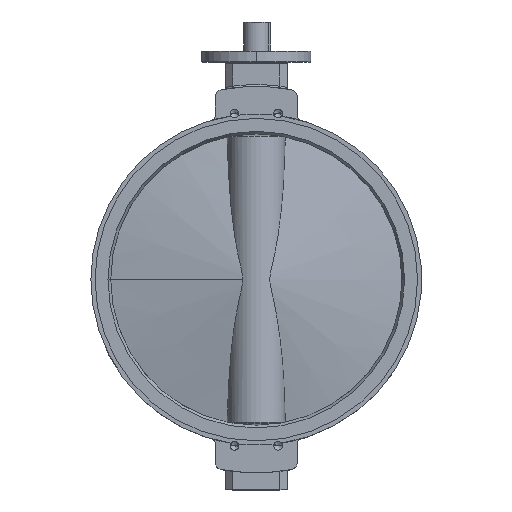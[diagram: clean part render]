
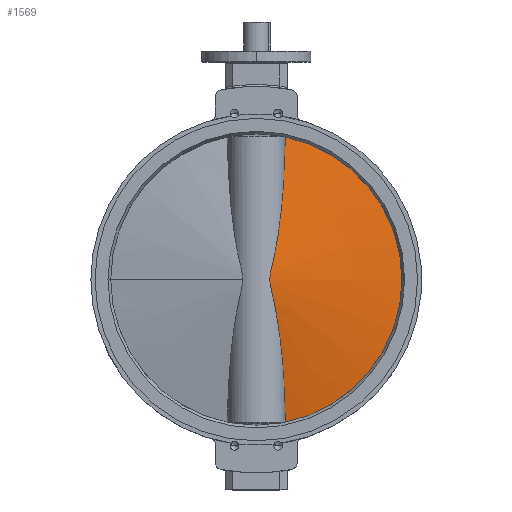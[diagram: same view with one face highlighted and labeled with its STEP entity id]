
A CAD part, top view. The second image highlights one B-rep face of the part: STEP entity #1569.
In plain terms, the highlighted conical face has half-angle 79.895 degrees and reference radius 401.205 mm.
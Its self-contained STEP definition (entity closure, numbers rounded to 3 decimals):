
#230 = CARTESIAN_POINT ( 'NONE',  ( -6.29, -391.538, 79.752 ) ) ;
#231 = CARTESIAN_POINT ( 'NONE',  ( -9.169, -375.098, 79.525 ) ) ;
#235 = CARTESIAN_POINT ( 'NONE',  ( -12.046, -358.663, 79.142 ) ) ;
#236 = CARTESIAN_POINT ( 'NONE',  ( -17.798, -325.8, 78.05 ) ) ;
#237 = CARTESIAN_POINT ( 'NONE',  ( -20.672, -309.374, 77.341 ) ) ;
#238 = CARTESIAN_POINT ( 'NONE',  ( -24.979, -284.741, 76.015 ) ) ;
#239 = CARTESIAN_POINT ( 'NONE',  ( -26.415, -276.53, 75.529 ) ) ;
#240 = CARTESIAN_POINT ( 'NONE',  ( -29.283, -260.118, 74.464 ) ) ;
#241 = CARTESIAN_POINT ( 'NONE',  ( -30.715, -251.918, 73.885 ) ) ;
#242 = CARTESIAN_POINT ( 'NONE',  ( -35.007, -227.336, 72.002 ) ) ;
#243 = CARTESIAN_POINT ( 'NONE',  ( -37.861, -210.974, 70.551 ) ) ;
#244 = CARTESIAN_POINT ( 'NONE',  ( -43.549, -178.307, 67.189 ) ) ;
#245 = CARTESIAN_POINT ( 'NONE',  ( -46.383, -162.003, 65.279 ) ) ;
#246 = CARTESIAN_POINT ( 'NONE',  ( -52.016, -129.466, 60.886 ) ) ;
#247 = CARTESIAN_POINT ( 'NONE',  ( -54.816, -113.234, 58.404 ) ) ;
#248 = CARTESIAN_POINT ( 'NONE',  ( -58.951, -88.949, 54.117 ) ) ;
#249 = CARTESIAN_POINT ( 'NONE',  ( -60.319, -80.865, 52.594 ) ) ;
#250 = CARTESIAN_POINT ( 'NONE',  ( -62.336, -68.755, 50.153 ) ) ;
#251 = CARTESIAN_POINT ( 'NONE',  ( -63.003, -64.72, 49.313 ) ) ;
#252 = CARTESIAN_POINT ( 'NONE',  ( -64.319, -56.655, 47.585 ) ) ;
#253 = CARTESIAN_POINT ( 'NONE',  ( -64.967, -52.624, 46.695 ) ) ;
#254 = CARTESIAN_POINT ( 'NONE',  ( -66.235, -44.563, 44.879 ) ) ;
#255 = CARTESIAN_POINT ( 'NONE',  ( -66.854, -40.532, 43.951 ) ) ;
#256 = CARTESIAN_POINT ( 'NONE',  ( -67.741, -34.48, 42.561 ) ) ;
#257 = CARTESIAN_POINT ( 'NONE',  ( -68.029, -32.461, 42.099 ) ) ;
#258 = CARTESIAN_POINT ( 'NONE',  ( -68.585, -28.421, 41.187 ) ) ;
#259 = CARTESIAN_POINT ( 'NONE',  ( -68.853, -26.399, 40.737 ) ) ;
#260 = CARTESIAN_POINT ( 'NONE',  ( -69.359, -22.347, 39.869 ) ) ;
#261 = CARTESIAN_POINT ( 'NONE',  ( -69.597, -20.317, 39.451 ) ) ;
#262 = CARTESIAN_POINT ( 'NONE',  ( -70.03, -16.242, 38.678 ) ) ;
#263 = CARTESIAN_POINT ( 'NONE',  ( -70.224, -14.198, 38.323 ) ) ;
#264 = CARTESIAN_POINT ( 'NONE',  ( -70.549, -10.085, 37.721 ) ) ;
#265 = CARTESIAN_POINT ( 'NONE',  ( -70.68, -8.017, 37.475 ) ) ;
#266 = CARTESIAN_POINT ( 'NONE',  ( -70.855, -3.846, 37.143 ) ) ;
#267 = CARTESIAN_POINT ( 'NONE',  ( -70.899, -1.744, 37.058 ) ) ;
#268 = CARTESIAN_POINT ( 'NONE',  ( -70.892, 0.91, 37.072 ) ) ;
#269 = CARTESIAN_POINT ( 'NONE',  ( -70.887, 1.443, 37.081 ) ) ;
#270 = CARTESIAN_POINT ( 'NONE',  ( -70.872, 2.505, 37.11 ) ) ;
#271 = CARTESIAN_POINT ( 'NONE',  ( -70.862, 3.034, 37.13 ) ) ;
#272 = CARTESIAN_POINT ( 'NONE',  ( -70.821, 4.618, 37.208 ) ) ;
#273 = CARTESIAN_POINT ( 'NONE',  ( -70.782, 5.669, 37.282 ) ) ;
#274 = CARTESIAN_POINT ( 'NONE',  ( -70.634, 8.805, 37.562 ) ) ;
#275 = CARTESIAN_POINT ( 'NONE',  ( -70.494, 10.875, 37.826 ) ) ;
#276 = CARTESIAN_POINT ( 'NONE',  ( -70.152, 14.988, 38.456 ) ) ;
#277 = CARTESIAN_POINT ( 'NONE',  ( -69.951, 17.03, 38.821 ) ) ;
#278 = CARTESIAN_POINT ( 'NONE',  ( -69.508, 21.099, 39.609 ) ) ;
#279 = CARTESIAN_POINT ( 'NONE',  ( -69.265, 23.125, 40.032 ) ) ;
#280 = CARTESIAN_POINT ( 'NONE',  ( -68.753, 27.168, 40.906 ) ) ;
#281 = CARTESIAN_POINT ( 'NONE',  ( -68.482, 29.185, 41.358 ) ) ;
#282 = CARTESIAN_POINT ( 'NONE',  ( -67.923, 33.213, 42.271 ) ) ;
#283 = CARTESIAN_POINT ( 'NONE',  ( -67.633, 35.225, 42.733 ) ) ;
#284 = CARTESIAN_POINT ( 'NONE',  ( -66.744, 41.258, 44.118 ) ) ;
#285 = CARTESIAN_POINT ( 'NONE',  ( -66.125, 45.276, 45.042 ) ) ;
#286 = CARTESIAN_POINT ( 'NONE',  ( -64.857, 53.315, 46.848 ) ) ;
#287 = CARTESIAN_POINT ( 'NONE',  ( -64.209, 57.335, 47.733 ) ) ;
#288 = CARTESIAN_POINT ( 'NONE',  ( -62.894, 65.383, 49.452 ) ) ;
#289 = CARTESIAN_POINT ( 'NONE',  ( -62.228, 69.41, 50.287 ) ) ;
#290 = CARTESIAN_POINT ( 'NONE',  ( -60.212, 81.502, 52.716 ) ) ;
#291 = CARTESIAN_POINT ( 'NONE',  ( -58.845, 89.579, 54.233 ) ) ;
#292 = CARTESIAN_POINT ( 'NONE',  ( -56.087, 105.763, 57.08 ) ) ;
#293 = CARTESIAN_POINT ( 'NONE',  ( -54.697, 113.871, 58.41 ) ) ;
#294 = CARTESIAN_POINT ( 'NONE',  ( -51.901, 130.113, 60.908 ) ) ;
#295 = CARTESIAN_POINT ( 'NONE',  ( -50.495, 138.251, 62.076 ) ) ;
#296 = CARTESIAN_POINT ( 'NONE',  ( -46.267, 162.675, 65.362 ) ) ;
#297 = CARTESIAN_POINT ( 'NONE',  ( -43.433, 178.973, 67.264 ) ) ;
#298 = CARTESIAN_POINT ( 'NONE',  ( -37.753, 211.594, 70.609 ) ) ;
#299 = CARTESIAN_POINT ( 'NONE',  ( -34.905, 227.918, 72.051 ) ) ;
#300 = CARTESIAN_POINT ( 'NONE',  ( -29.201, 260.587, 74.545 ) ) ;
#301 = CARTESIAN_POINT ( 'NONE',  ( -26.345, 276.933, 75.597 ) ) ;
#302 = CARTESIAN_POINT ( 'NONE',  ( -20.625, 309.644, 77.354 ) ) ;
#303 = CARTESIAN_POINT ( 'NONE',  ( -17.761, 326.01, 78.058 ) ) ;
#304 = CARTESIAN_POINT ( 'NONE',  ( -12.029, 358.76, 79.144 ) ) ;
#305 = CARTESIAN_POINT ( 'NONE',  ( -9.161, 375.144, 79.526 ) ) ;
#306 = CARTESIAN_POINT ( 'NONE',  ( -6.29, 391.538, 79.752 ) ) ;
#309 = CARTESIAN_POINT ( 'NONE',  ( -6.29, 0., 0. ) ) ;
#310 = DIRECTION ( 'NONE',  ( -1., 0., 0. ) ) ;
#311 = DIRECTION ( 'NONE',  ( 0., 0., 1. ) ) ;
#1146 = VERTEX_POINT ( 'NONE', #4525 ) ;
#1147 = VERTEX_POINT ( 'NONE', #4526 ) ;
#1161 = VERTEX_POINT ( 'NONE', #4540 ) ;
#1569 = ADVANCED_FACE ( 'NONE', ( #3507 ), #3511, .T. ) ;
#1774 = EDGE_CURVE ( 'NONE', #1146, #1147, #6056, .T. ) ;
#1802 = EDGE_CURVE ( 'NONE', #1146, #1161, #2435, .T. ) ;
#1803 = EDGE_CURVE ( 'NONE', #1147, #1161, #6090, .T. ) ;
#2297 = EDGE_LOOP ( 'NONE', ( #3027, #3028, #3029 ) ) ;
#2435 = B_SPLINE_CURVE_WITH_KNOTS ( 'NONE', 3,
 ( #230, #231, #235, #236, #237, #238, #239, #240, #241, #242, #243, #244, #245, #246, #247, #248, #249, #250, #251, #252, #253, #254, #255, #256, #257, #258, #259, #260, #261, #262, #263, #264, #265, #266, #267, #268, #269, #270, #271, #272, #273, #274, #275, #276, #277, #278, #279, #280, #281, #282, #283, #284, #285, #286, #287, #288, #289, #290, #291, #292, #293, #294, #295, #296, #297, #298, #299, #300, #301, #302, #303, #304, #305, #306 ),
 .UNSPECIFIED., .F., .F.,
 ( 4, 2, 2, 2, 2, 2, 2, 2, 2, 2, 2, 2, 2, 2, 2, 2, 2, 2, 2, 2, 2, 2, 2, 2, 2, 2, 2, 2, 2, 2, 2, 2, 2, 2, 2, 2, 4 ),
 ( -0.36, -0.31, -0.26, -0.235, -0.21, -0.16, -0.11, -0.06, -0.035, -0.022, -0.01, 0.003, 0.009, 0.015, 0.022, 0.028, 0.034, 0.04, 0.042, 0.044, 0.047, 0.053, 0.059, 0.065, 0.072, 0.078, 0.09, 0.103, 0.115, 0.14, 0.165, 0.19, 0.24, 0.291, 0.341, 0.391, 0.441 ),
 .UNSPECIFIED. ) ;
#3027 = ORIENTED_EDGE ( 'NONE', *, *, #1802, .F. ) ;
#3028 = ORIENTED_EDGE ( 'NONE', *, *, #1774, .T. ) ;
#3029 = ORIENTED_EDGE ( 'NONE', *, *, #1803, .T. ) ;
#3507 = FACE_OUTER_BOUND ( 'NONE', #2297, .T. ) ;
#3511 = CONICAL_SURFACE ( 'NONE', #4024, 401.205, 1.394 ) ;
#4024 = AXIS2_PLACEMENT_3D ( 'NONE', #4730, #4731, #4729 ) ;
#4525 = CARTESIAN_POINT ( 'NONE',  ( -6.29, -391.538, 79.752 ) ) ;
#4526 = CARTESIAN_POINT ( 'NONE',  ( -6.29, 0., 399.578 ) ) ;
#4540 = CARTESIAN_POINT ( 'NONE',  ( -6.29, 391.538, 79.752 ) ) ;
#4729 = DIRECTION ( 'NONE',  ( 0., 0., -1. ) ) ;
#4730 = CARTESIAN_POINT ( 'NONE',  ( -6., 0., 0. ) ) ;
#4731 = DIRECTION ( 'NONE',  ( 1., 0., 0. ) ) ;
#5333 = AXIS2_PLACEMENT_3D ( 'NONE', #5821, #5822, #5823 ) ;
#5349 = AXIS2_PLACEMENT_3D ( 'NONE', #309, #310, #311 ) ;
#5821 = CARTESIAN_POINT ( 'NONE',  ( -6.29, 0., 0. ) ) ;
#5822 = DIRECTION ( 'NONE',  ( -1., 0., 0. ) ) ;
#5823 = DIRECTION ( 'NONE',  ( 0., 0., 1. ) ) ;
#6056 = CIRCLE ( 'NONE', #5333, 399.578 ) ;
#6090 = CIRCLE ( 'NONE', #5349, 399.578 ) ;
